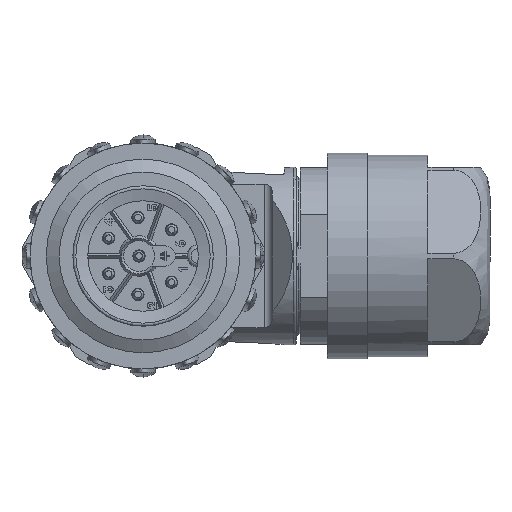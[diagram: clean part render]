
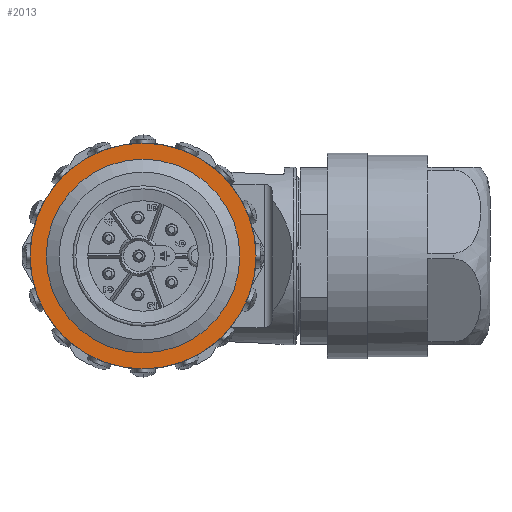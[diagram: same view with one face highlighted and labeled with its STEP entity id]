
A CAD part, left-side view. The second image highlights one B-rep face of the part: STEP entity #2013.
In plain terms, the highlighted planar face has unit normal (-1, 0, 0).
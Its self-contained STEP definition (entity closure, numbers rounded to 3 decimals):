
#564=FACE_BOUND('',#3922,.T.);
#565=FACE_BOUND('',#3923,.T.);
#1078=PLANE('',#16709);
#2013=ADVANCED_FACE('',(#564,#565),#1078,.T.);
#3922=EDGE_LOOP('',(#7686));
#3923=EDGE_LOOP('',(#7687));
#4561=CIRCLE('',#16706,12.);
#4562=CIRCLE('',#16708,14.);
#7686=ORIENTED_EDGE('',*,*,#12099,.T.);
#7687=ORIENTED_EDGE('',*,*,#12098,.F.);
#10150=VERTEX_POINT('',#29315);
#10151=VERTEX_POINT('',#29318);
#12098=EDGE_CURVE('',#10150,#10150,#4561,.T.);
#12099=EDGE_CURVE('',#10151,#10151,#4562,.T.);
#16706=AXIS2_PLACEMENT_3D('',#29314,#19818,#19819);
#16708=AXIS2_PLACEMENT_3D('',#29317,#19822,#19823);
#16709=AXIS2_PLACEMENT_3D('',#29319,#19824,#19825);
#19818=DIRECTION('',(-1.,0.,0.));
#19819=DIRECTION('',(0.,-1.,0.));
#19822=DIRECTION('',(-1.,0.,0.));
#19823=DIRECTION('',(0.,-1.,0.));
#19824=DIRECTION('',(-1.,0.,0.));
#19825=DIRECTION('',(0.,1.,0.));
#29314=CARTESIAN_POINT('',(25.,0.,0.));
#29315=CARTESIAN_POINT('',(25.,-12.,0.));
#29317=CARTESIAN_POINT('',(25.,0.,0.));
#29318=CARTESIAN_POINT('',(25.,-14.,0.));
#29319=CARTESIAN_POINT('',(25.,-15.4,15.4));
